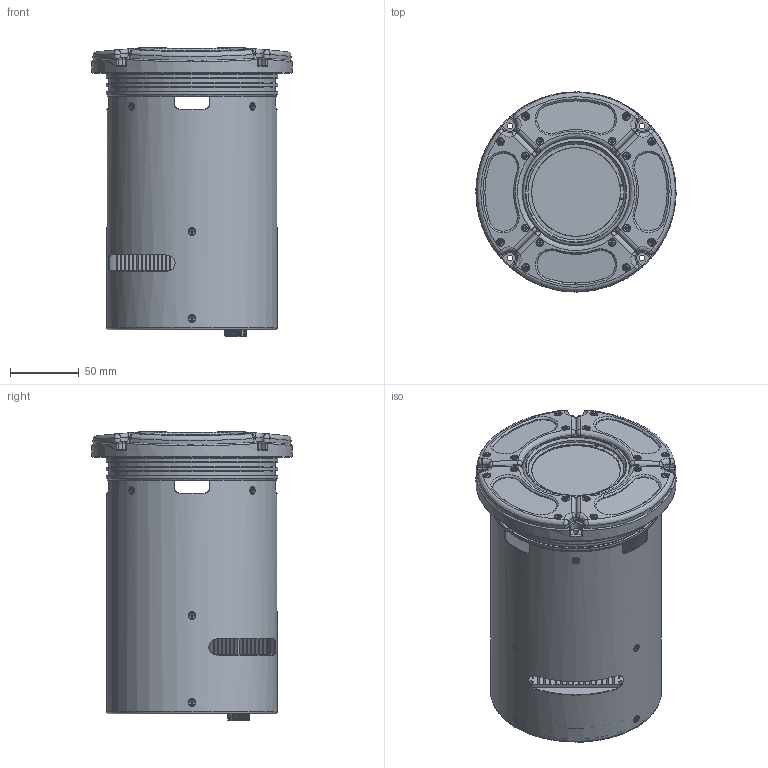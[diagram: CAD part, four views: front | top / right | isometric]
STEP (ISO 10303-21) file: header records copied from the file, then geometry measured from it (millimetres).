
FILE_DESCRIPTION(/* description */ (''),/* implementation_level */ '2;1');
FILE_NAME(/* name */ 'AR210-002_YellowFin_OEM.stp',/* time_stamp */ '2022-09-20T17:01:22-04:00',/* author */ ('lfrey'),/* organization */ (''),/* preprocessor_version */ 'ST-DEVELOPER v19',/* originating_system */ 'Autodesk Inventor 2023',/* authorisation */ '');
FILE_SCHEMA (('AUTOMOTIVE_DESIGN { 1 0 10303 214 3 1 1 }'));
Products named in the file (1): YellowfinOEM
Bounding box: 146.05 x 146.05 x 211.19 mm (x, y, z)
Volume: 518003.7 mm3; surface area: 305814.1 mm2
Topology: 3 solids, 31 shells, 2714 faces, 7028 edges, 4486 vertices
Faces by surface type: plane 1106, cone 619, cylinder 549, torus 258, bspline 146, sphere 36
Full cylindrical faces by diameter (mm): 1 x8, 1.5 x16, 2.156 x20, 2.642 x8, 2.845 x34, 2.896 x2, 2.946 x16, 3 x16, 3.6 x4, 3.759 x4, 4 x4, 4.293 x4, 4.85 x1, 4.953 x30, 9.45 x1, 14.741 x6, 15.884 x7, 16 x2, 16.2 x1, 19 x1, 19.2 x1, 51.15 x1, 55.15 x1, 69.85 x1, 70.053 x3, 72.212 x2, 72.695 x1, 78 x1, 88.9 x1, 121.133 x2
Entity records: 108707 total; most frequent: CARTESIAN_POINT 41733, ORIENTED_EDGE 13940, DIRECTION 13039, EDGE_CURVE 6970, AXIS2_PLACEMENT_3D 5163, VERTEX_POINT 4486, EDGE_LOOP 2946, STYLED_ITEM 2717
